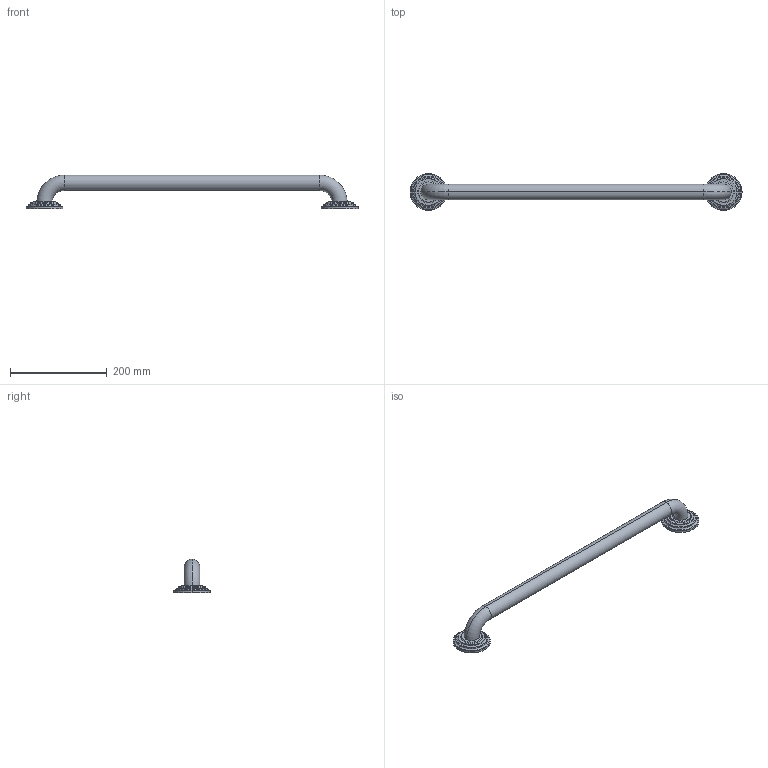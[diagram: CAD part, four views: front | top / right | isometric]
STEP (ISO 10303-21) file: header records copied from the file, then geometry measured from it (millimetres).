
FILE_DESCRIPTION((''),'2;1');
FILE_NAME('1163_SW0001','2021-07-09T14:19:20',('jinson.thomas'),(''),'CREO PARAMETRIC BY PTC INC, 2018400','CREO PARAMETRIC BY PTC INC, 2018400','');
FILE_SCHEMA(('CONFIG_CONTROL_DESIGN'));
Length unit declared in the file: inch
Products named in the file (1): 1163_SW0001
Bounding box: 685.8 x 76.2 x 69.85 mm (x, y, z)
Volume: 617577.6 mm3; surface area: 86339.9 mm2
Topology: 1 solids, 1 shells, 56 faces, 110 edges, 64 vertices
Faces by surface type: torus 28, cylinder 18, plane 10
Entity records: 1622 total; most frequent: CARTESIAN_POINT 362, DIRECTION 306, ORIENTED_EDGE 220, AXIS2_PLACEMENT_3D 144, EDGE_CURVE 110, CIRCLE 88, VERTEX_POINT 64, EDGE_LOOP 64
